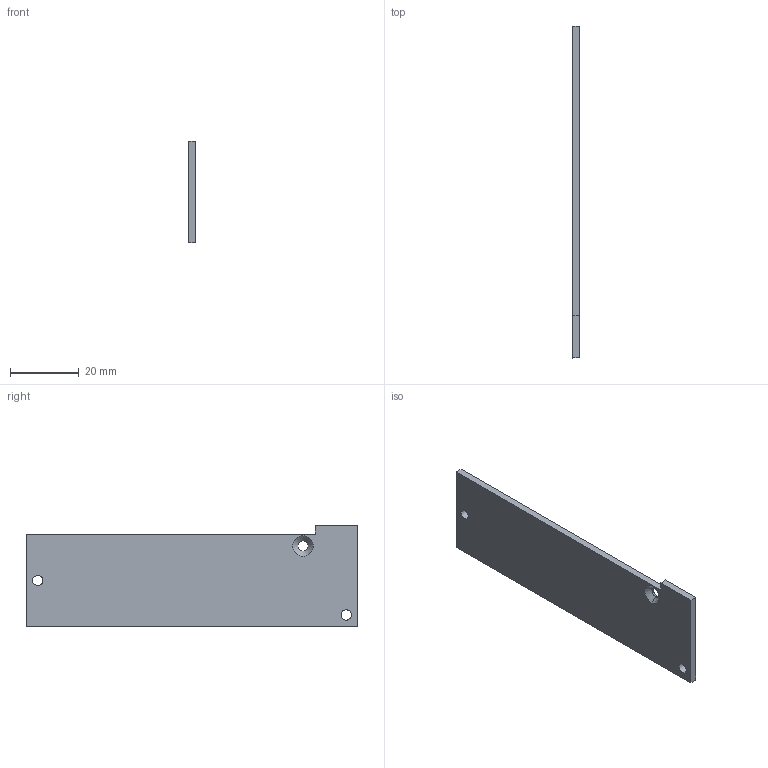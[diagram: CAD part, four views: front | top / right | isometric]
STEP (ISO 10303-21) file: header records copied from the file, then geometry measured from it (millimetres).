
FILE_DESCRIPTION (( 'STEP AP203' ), '1' );
FILE_NAME ('Lid Arm 2(Mirror).STEP', '2024-07-11T18:30:52', ( '微软用户' ), ( '微软中国' ), 'SwSTEP 2.0', 'SolidWorks 2023', '' );
FILE_SCHEMA (( 'CONFIG_CONTROL_DESIGN' ));
Length unit declared in the file: millimetre
Products named in the file (1): Lid Arm 2(Mirror)
Bounding box: 2 x 96.3 x 29.4 mm (x, y, z)
Volume: 5169.4 mm3; surface area: 5737.5 mm2
Topology: 1 solids, 1 shells, 16 faces, 40 edges, 26 vertices
Faces by surface type: plane 8, cylinder 6, cone 2
Entity records: 571 total; most frequent: DIRECTION 88, CARTESIAN_POINT 83, ORIENTED_EDGE 80, EDGE_CURVE 40, AXIS2_PLACEMENT_3D 31, VERTEX_POINT 26, VECTOR 26, LINE 26
